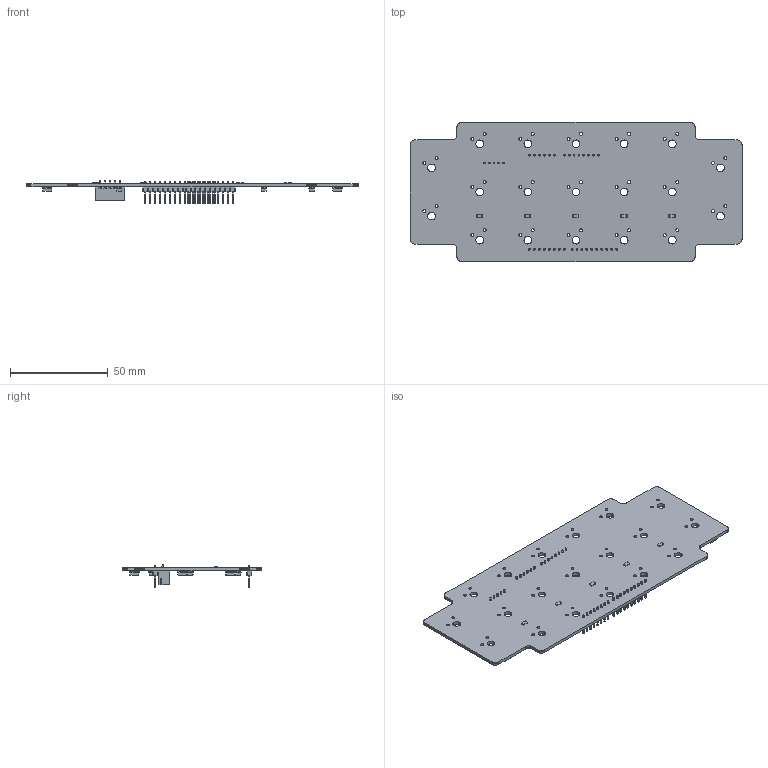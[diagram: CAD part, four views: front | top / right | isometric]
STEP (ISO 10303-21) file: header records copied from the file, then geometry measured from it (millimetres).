
FILE_DESCRIPTION(('KiCad electronic assembly'),'2;1');
FILE_NAME('Main_board.step','2024-03-01T12:47:17',('Pcbnew'),('Kicad'), 'Open CASCADE STEP processor 7.6','KiCad to STEP converter','Unknown' );
FILE_SCHEMA(('AUTOMOTIVE_DESIGN { 1 0 10303 214 1 1 1 1 }'));
Length unit declared in the file: millimetre
Products named in the file (14): Main_board 1; R_1206_3216Metric; SOLID; D_SMA; PinHeader_1x06_P2.54mm_Vertical; PinHeader_1x08_P2.54mm_Vertical; PinHeader_1x10_P2.54mm_Vertical; JST_XH_B5B-XH-A_1x05_P2.50mm_Vertical; Main_board PCB
Assembly tree (36 placements, depth 3):
  Main_board 1
    R_1206_3216Metric  x5
      SOLID
    D_SMA  x19
      SOLID
    PinHeader_1x06_P2.54mm_Vertical
      SOLID
    PinHeader_1x08_P2.54mm_Vertical  x2
      SOLID
    PinHeader_1x10_P2.54mm_Vertical
      SOLID
    JST_XH_B5B-XH-A_1x05_P2.50mm_Vertical
      SOLID
    Main_board PCB
Bounding box: 169.93 x 71.37 x 11.94 mm (x, y, z)
Volume: 18909.8 mm3; surface area: 27070 mm2
Topology: 30 solids, 30 shells, 2122 faces, 5445 edges, 3476 vertices
Faces by surface type: plane 1718, cylinder 214, bspline 190
Full cylindrical faces by diameter (mm): 0.95 x5, 1 x32, 1.5 x38, 4 x19
Entity records: 75639 total; most frequent: CARTESIAN_POINT 12574, DIRECTION 10583, LINE 7903, VECTOR 7903, ORIENTED_EDGE 5590, PCURVE 5590, DEFINITIONAL_REPRESENTATION 5590, EDGE_CURVE 2795
